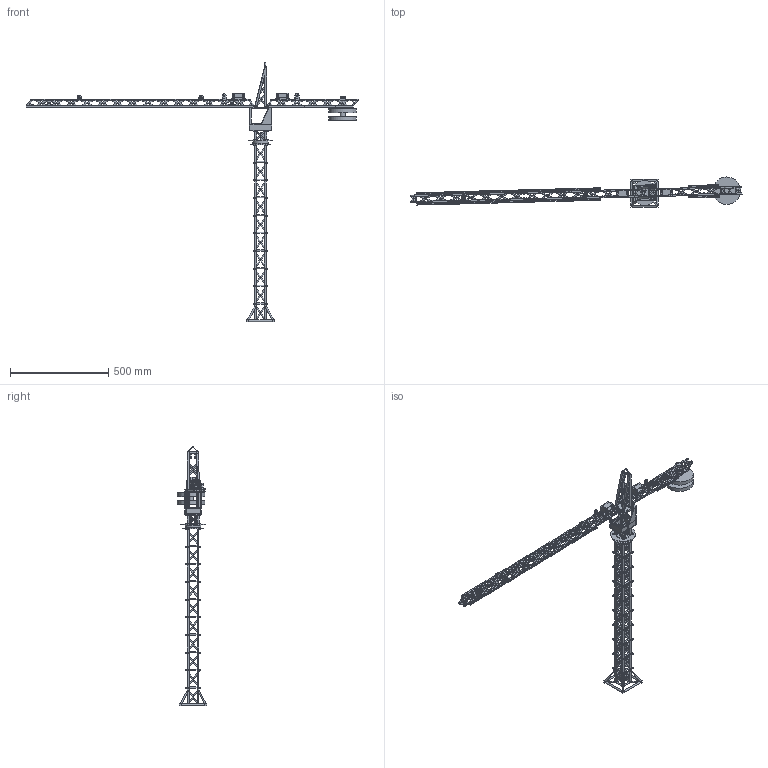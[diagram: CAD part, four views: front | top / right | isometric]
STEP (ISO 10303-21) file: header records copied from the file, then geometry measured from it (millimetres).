
FILE_DESCRIPTION(/* description */ (''),/* implementation_level */ '2;1');
FILE_NAME(/* name */ 'Crane_Assembly.step',/* time_stamp */ '2025-11-29T21:03:32+07:00',/* author */ (''),/* organization */ (''),/* preprocessor_version */ 'ST-DEVELOPER v20.1',/* originating_system */ 'Autodesk Translation Framework v14.21.0.0',/* authorisation */ '');
FILE_SCHEMA (('AUTOMOTIVE_DESIGN { 1 0 10303 214 3 1 1 }'));
Products named in the file (40): Crane_Assembly; Base; Tower_Section; Slewing_Unit; Slewing_Unit_bottom; Slewing_Unit_top; tnig; Slew_Top_Section; Crane_Cabin; Crane_Top; Top_tingamabob; Jib_Base; Jib_pulley; end_connector; Jib_End; PULLEY BAT; Jib_String; Jib_Counterweight_end; Counterweight; connector pulley; Jib_Connector - PULLEY; PULLEY BAT_1; PULLEYDAY; de dây; cuonday; assem servo ne; Servo Motor; PULLEYSERVO; mount; servo holder; connector weight; Jib_Connector - PULLEY_1; PULLEYDAY_1; de dây_1; cuonday_1; assem servo ne_1; Servo Motor_1; PULLEYSERVO_1; mount_1; servo holder_1
Assembly tree (50 placements, depth 4):
  Crane_Assembly
    Base
    Tower_Section  x9
    Slewing_Unit
      Slewing_Unit_bottom
      Slewing_Unit_top
      tnig
    Slew_Top_Section
    Crane_Cabin
    Crane_Top
    Top_tingamabob
    Jib_Base  x2
    Jib_pulley  x2
    Jib_String  x2
    end_connector
      Jib_End
      PULLEY BAT
    Jib_Counterweight_end
    Counterweight
    connector pulley
      Jib_Connector - PULLEY
      PULLEY BAT_1
      PULLEYDAY
      de dây
      cuonday
      assem servo ne
        Servo Motor
        PULLEYSERVO
        mount
        servo holder
    connector weight
      Jib_Connector - PULLEY_1
      PULLEYDAY_1
      de dây_1
      cuonday_1
      assem servo ne_1
        Servo Motor_1
        PULLEYSERVO_1
        mount_1
        servo holder_1
Bounding box: 1688.37 x 150.97 x 1320.9 mm (x, y, z)
Volume: 2625959.6 mm3; surface area: 1116991.4 mm2
Topology: 33 solids, 34 shells, 3545 faces, 10093 edges, 6039 vertices
Faces by surface type: plane 2284, cylinder 1142, bspline 104, cone 15
Full cylindrical faces by diameter (mm): 2 x2, 2.3 x4, 2.5 x83, 3.5 x68, 3.6 x4, 4 x34, 4.2 x2, 5.1 x8, 5.5 x6, 5.6 x4, 5.7 x48, 6 x76, 6.5 x160, 7 x346, 8 x4, 8.5 x2, 10 x4, 16 x4, 20.5 x1, 27 x1, 28 x2, 45 x1, 64 x1, 65 x1, 71 x1, 72 x1, 78 x1, 103 x1, 127 x1, 140 x2
Entity records: 75480 total; most frequent: CARTESIAN_POINT 14500, DIRECTION 12935, ORIENTED_EDGE 12650, EDGE_CURVE 6325, AXIS2_PLACEMENT_3D 4505, LINE 3925, VECTOR 3925, VERTEX_POINT 3802
